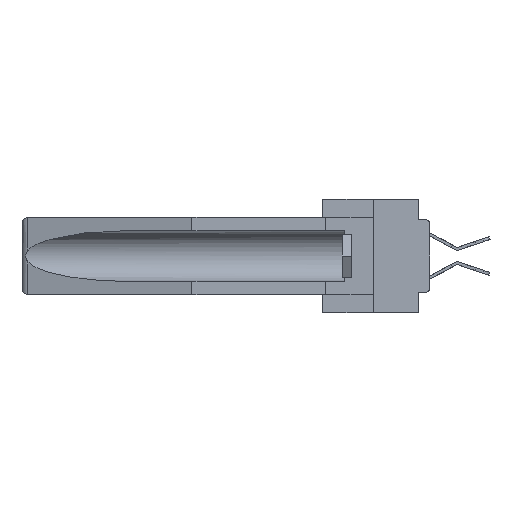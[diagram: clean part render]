
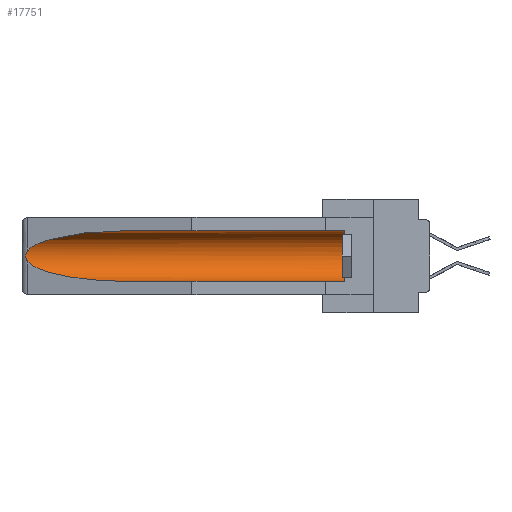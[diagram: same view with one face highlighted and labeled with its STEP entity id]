
A CAD part, left-side view. The second image highlights one B-rep face of the part: STEP entity #17751.
In plain terms, the highlighted cylindrical face has radius 2.857 mm (diameter 5.715 mm), a partial arc.
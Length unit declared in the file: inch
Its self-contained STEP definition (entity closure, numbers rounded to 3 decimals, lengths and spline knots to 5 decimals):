
#947 = CARTESIAN_POINT ( 'NONE',  ( 0.26537, 1.52718, -0.19328 ) ) ;
#1199 = EDGE_CURVE ( 'NONE', #31460, #34248, #2732, .T. ) ;
#1621 = EDGE_CURVE ( 'NONE', #8411, #31460, #5173, .T. ) ;
#2319 = CARTESIAN_POINT ( 'NONE',  ( 0.2673, 1.53269, -0.17917 ) ) ;
#2732 =( BOUNDED_CURVE ( )  B_SPLINE_CURVE ( 3, ( #947, #25936, #17811, #3731 ),
 .UNSPECIFIED., .F., .F. ) 
 B_SPLINE_CURVE_WITH_KNOTS ( ( 4, 4 ),
 ( 0.1948, 1.5708 ),
 .UNSPECIFIED. ) 
 CURVE ( )  GEOMETRIC_REPRESENTATION_ITEM ( )  RATIONAL_B_SPLINE_CURVE ( ( 1., 0.848, 0.848, 1. ) ) 
 REPRESENTATION_ITEM ( '' )  );
#3079 = EDGE_CURVE ( 'NONE', #11757, #34248, #19593, .T. ) ;
#3447 = VECTOR ( 'NONE', #27050, 39.37008 ) ;
#3731 = CARTESIAN_POINT ( 'NONE',  ( 0.155, 1.07973, -0.284 ) ) ;
#4503 = ORIENTED_EDGE ( 'NONE', *, *, #1621, .T. ) ;
#4841 = CARTESIAN_POINT ( 'NONE',  ( 0.155, -0.30754, -0.059 ) ) ;
#5122 = CARTESIAN_POINT ( 'NONE',  ( 0.26597, 1.5296, -0.19026 ) ) ;
#5173 = B_SPLINE_CURVE_WITH_KNOTS ( 'NONE', 3,
 ( #11054, #16424, #30643, #18807, #10495, #30463, #2319, #5300, #5122, #32846 ),
 .UNSPECIFIED., .F., .F.,
 ( 4, 2, 2, 2, 4 ),
 ( 0., 0.00029, 0.00058, 0.00087, 0.00117 ),
 .UNSPECIFIED. ) ;
#5300 = CARTESIAN_POINT ( 'NONE',  ( 0.26655, 1.53094, -0.18657 ) ) ;
#5314 = CARTESIAN_POINT ( 'NONE',  ( 0.25451, 1.48313, -0.09465 ) ) ;
#7319 = DIRECTION ( 'NONE',  ( 0., 0., 1. ) ) ;
#8411 = VERTEX_POINT ( 'NONE', #25501 ) ;
#8502 = DIRECTION ( 'NONE',  ( 0., 1., 0. ) ) ;
#8632 = CARTESIAN_POINT ( 'NONE',  ( 0.26537, 1.52718, -0.14972 ) ) ;
#8675 = CARTESIAN_POINT ( 'NONE',  ( 0.155, -0.30754, -0.284 ) ) ;
#10495 = CARTESIAN_POINT ( 'NONE',  ( 0.2675, 1.53308, -0.16763 ) ) ;
#11054 = CARTESIAN_POINT ( 'NONE',  ( 0.26537, 1.52718, -0.14972 ) ) ;
#11757 = VERTEX_POINT ( 'NONE', #28872 ) ;
#13059 = DIRECTION ( 'NONE',  ( 0., -1., 0. ) ) ;
#13401 = CARTESIAN_POINT ( 'NONE',  ( 0.155, 1.07973, -0.059 ) ) ;
#13787 = CARTESIAN_POINT ( 'NONE',  ( 0.155, 0.126, -0.1715 ) ) ;
#14260 = VERTEX_POINT ( 'NONE', #13401 ) ;
#15434 = CARTESIAN_POINT ( 'NONE',  ( 0.155, 1.07973, -0.284 ) ) ;
#16350 = VECTOR ( 'NONE', #8502, 39.37008 ) ;
#16424 = CARTESIAN_POINT ( 'NONE',  ( 0.26597, 1.52961, -0.15275 ) ) ;
#17176 = EDGE_CURVE ( 'NONE', #11757, #21410, #35060, .T. ) ;
#17240 = CARTESIAN_POINT ( 'NONE',  ( 0.155, -0.30754, -0.1715 ) ) ;
#17751 = ADVANCED_FACE ( 'NONE', ( #31468 ), #28326, .F. ) ;
#17811 = CARTESIAN_POINT ( 'NONE',  ( 0.21114, 1.30732, -0.284 ) ) ;
#18807 = CARTESIAN_POINT ( 'NONE',  ( 0.2673, 1.5327, -0.16383 ) ) ;
#19140 = AXIS2_PLACEMENT_3D ( 'NONE', #13787, #13059, #7319 ) ;
#19471 = DIRECTION ( 'NONE',  ( 0., 0., 1. ) ) ;
#19593 = LINE ( 'NONE', #8675, #16350 ) ;
#19681 = ORIENTED_EDGE ( 'NONE', *, *, #17176, .T. ) ;
#19990 = CARTESIAN_POINT ( 'NONE',  ( 0.26537, 1.52718, -0.19328 ) ) ;
#21410 = VERTEX_POINT ( 'NONE', #33095 ) ;
#21870 = ORIENTED_EDGE ( 'NONE', *, *, #3079, .F. ) ;
#22132 = AXIS2_PLACEMENT_3D ( 'NONE', #17240, #28517, #19471 ) ;
#23491 = ORIENTED_EDGE ( 'NONE', *, *, #1199, .T. ) ;
#24358 = EDGE_LOOP ( 'NONE', ( #32989, #4503, #23491, #21870, #19681, #34581 ) ) ;
#25453 = CARTESIAN_POINT ( 'NONE',  ( 0.21114, 1.30732, -0.059 ) ) ;
#25501 = CARTESIAN_POINT ( 'NONE',  ( 0.26537, 1.52718, -0.14972 ) ) ;
#25936 = CARTESIAN_POINT ( 'NONE',  ( 0.25451, 1.48313, -0.24835 ) ) ;
#27050 = DIRECTION ( 'NONE',  ( 0., 1., 0. ) ) ;
#28326 = CYLINDRICAL_SURFACE ( 'NONE', #22132, 0.1125 ) ;
#28517 = DIRECTION ( 'NONE',  ( 0., 1., 0. ) ) ;
#28872 = CARTESIAN_POINT ( 'NONE',  ( 0.155, 0.126, -0.284 ) ) ;
#29430 =( BOUNDED_CURVE ( )  B_SPLINE_CURVE ( 3, ( #30656, #25453, #5314, #8632 ),
 .UNSPECIFIED., .F., .F. ) 
 B_SPLINE_CURVE_WITH_KNOTS ( ( 4, 4 ),
 ( 4.71239, 6.08839 ),
 .UNSPECIFIED. ) 
 CURVE ( )  GEOMETRIC_REPRESENTATION_ITEM ( )  RATIONAL_B_SPLINE_CURVE ( ( 1., 0.848, 0.848, 1. ) ) 
 REPRESENTATION_ITEM ( '' )  );
#30368 = LINE ( 'NONE', #4841, #3447 ) ;
#30463 = CARTESIAN_POINT ( 'NONE',  ( 0.2675, 1.53308, -0.17534 ) ) ;
#30643 = CARTESIAN_POINT ( 'NONE',  ( 0.26654, 1.53092, -0.15636 ) ) ;
#30656 = CARTESIAN_POINT ( 'NONE',  ( 0.155, 1.07973, -0.059 ) ) ;
#31297 = EDGE_CURVE ( 'NONE', #21410, #14260, #30368, .T. ) ;
#31460 = VERTEX_POINT ( 'NONE', #19990 ) ;
#31468 = FACE_OUTER_BOUND ( 'NONE', #24358, .T. ) ;
#32275 = EDGE_CURVE ( 'NONE', #14260, #8411, #29430, .T. ) ;
#32846 = CARTESIAN_POINT ( 'NONE',  ( 0.26537, 1.52718, -0.19328 ) ) ;
#32989 = ORIENTED_EDGE ( 'NONE', *, *, #32275, .T. ) ;
#33095 = CARTESIAN_POINT ( 'NONE',  ( 0.155, 0.126, -0.059 ) ) ;
#34248 = VERTEX_POINT ( 'NONE', #15434 ) ;
#34581 = ORIENTED_EDGE ( 'NONE', *, *, #31297, .T. ) ;
#35060 = CIRCLE ( 'NONE', #19140, 0.1125 ) ;
